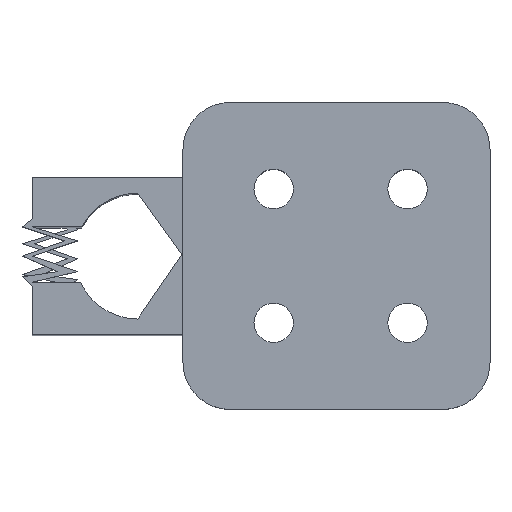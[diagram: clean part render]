
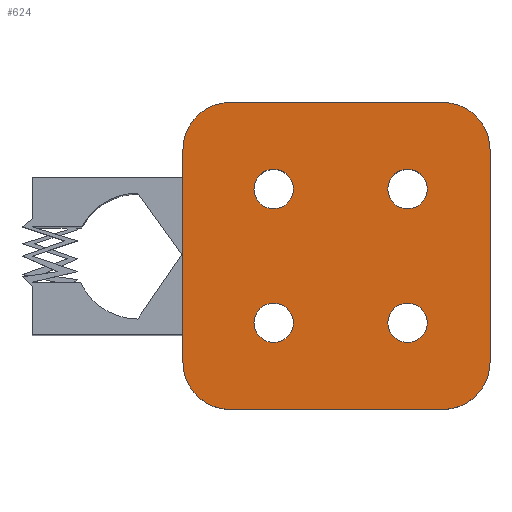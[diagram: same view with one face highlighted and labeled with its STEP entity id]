
A CAD part, top view. The second image highlights one B-rep face of the part: STEP entity #624.
In plain terms, the highlighted planar face has unit normal (0, 0, 1).
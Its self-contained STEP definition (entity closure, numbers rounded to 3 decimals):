
#624=ADVANCED_FACE('',(#1345,#1347,#1349,#1351,#1353),#1355,.T.);
#1345=FACE_BOUND('',#1346,.T.);
#1346=EDGE_LOOP('',(#1987,#1988,#1989,#1990,#1991,#1992,#1993,#1994));
#1347=FACE_BOUND('',#1348,.T.);
#1348=EDGE_LOOP('',(#1995));
#1349=FACE_BOUND('',#1350,.T.);
#1350=EDGE_LOOP('',(#1996));
#1351=FACE_BOUND('',#1352,.T.);
#1352=EDGE_LOOP('',(#1997));
#1353=FACE_BOUND('',#1354,.T.);
#1354=EDGE_LOOP('',(#1998));
#1355=PLANE('',#1356);
#1356=AXIS2_PLACEMENT_3D('',#1357,#1358,#1359);
#1357=CARTESIAN_POINT('',(0.,0.,34.));
#1358=DIRECTION('',(0.,0.,1.));
#1359=DIRECTION('',(-1.,0.,0.));
#1987=ORIENTED_EDGE('',*,*,#2352,.F.);
#1988=ORIENTED_EDGE('',*,*,#2353,.T.);
#1989=ORIENTED_EDGE('',*,*,#2354,.F.);
#1990=ORIENTED_EDGE('',*,*,#2355,.T.);
#1991=ORIENTED_EDGE('',*,*,#2349,.F.);
#1992=ORIENTED_EDGE('',*,*,#2297,.T.);
#1993=ORIENTED_EDGE('',*,*,#2351,.F.);
#1994=ORIENTED_EDGE('',*,*,#2356,.T.);
#1995=ORIENTED_EDGE('',*,*,#2357,.T.);
#1996=ORIENTED_EDGE('',*,*,#2358,.T.);
#1997=ORIENTED_EDGE('',*,*,#2359,.T.);
#1998=ORIENTED_EDGE('',*,*,#2360,.T.);
#2297=EDGE_CURVE('',#2690,#2699,#2701,.T.);
#2349=EDGE_CURVE('',#2690,#2787,#2789,.F.);
#2351=EDGE_CURVE('',#2790,#2699,#2792,.F.);
#2352=EDGE_CURVE('',#2793,#2794,#2795,.F.);
#2353=EDGE_CURVE('',#2793,#2796,#2797,.T.);
#2354=EDGE_CURVE('',#2798,#2796,#2799,.F.);
#2355=EDGE_CURVE('',#2798,#2787,#2800,.T.);
#2356=EDGE_CURVE('',#2790,#2794,#2801,.T.);
#2357=EDGE_CURVE('',#2802,#2802,#2803,.F.);
#2358=EDGE_CURVE('',#2804,#2804,#2805,.F.);
#2359=EDGE_CURVE('',#2806,#2806,#2807,.F.);
#2360=EDGE_CURVE('',#2808,#2808,#2809,.F.);
#2690=VERTEX_POINT('',#3586);
#2699=VERTEX_POINT('',#3607);
#2701=LINE('',#3611,#3612);
#2787=VERTEX_POINT('',#3880);
#2789=CIRCLE('',#3884,3.);
#2790=VERTEX_POINT('',#3888);
#2792=CIRCLE('',#3892,3.);
#2793=VERTEX_POINT('',#3896);
#2794=VERTEX_POINT('',#3897);
#2795=CIRCLE('',#3898,3.);
#2796=VERTEX_POINT('',#3902);
#2797=LINE('',#3903,#3904);
#2798=VERTEX_POINT('',#3906);
#2799=CIRCLE('',#3907,3.);
#2800=LINE('',#3911,#3912);
#2801=LINE('',#3914,#3915);
#2802=VERTEX_POINT('',#3917);
#2803=CIRCLE('',#3918,1.25);
#2804=VERTEX_POINT('',#3922);
#2805=CIRCLE('',#3923,1.25);
#2806=VERTEX_POINT('',#3927);
#2807=CIRCLE('',#3928,1.25);
#2808=VERTEX_POINT('',#3932);
#2809=CIRCLE('',#3933,1.25);
#3586=CARTESIAN_POINT('',(-15.441,6.75,34.));
#3607=CARTESIAN_POINT('',(-15.441,-6.75,34.));
#3611=CARTESIAN_POINT('',(-15.441,6.75,34.));
#3612=VECTOR('',#3613,1.);
#3613=DIRECTION('',(0.,-1.,0.));
#3880=CARTESIAN_POINT('',(-12.441,9.75,34.));
#3884=AXIS2_PLACEMENT_3D('',#3885,#3886,#3887);
#3885=CARTESIAN_POINT('',(-12.441,6.75,34.));
#3886=DIRECTION('',(0.,0.,1.));
#3887=DIRECTION('',(0.,1.,0.));
#3888=CARTESIAN_POINT('',(-12.441,-9.75,34.));
#3892=AXIS2_PLACEMENT_3D('',#3893,#3894,#3895);
#3893=CARTESIAN_POINT('',(-12.441,-6.75,34.));
#3894=DIRECTION('',(0.,0.,1.));
#3895=DIRECTION('',(-1.,0.,0.));
#3896=CARTESIAN_POINT('',(4.059,-6.75,34.));
#3897=CARTESIAN_POINT('',(1.059,-9.75,34.));
#3898=AXIS2_PLACEMENT_3D('',#3899,#3900,#3901);
#3899=CARTESIAN_POINT('',(1.059,-6.75,34.));
#3900=DIRECTION('',(0.,0.,1.));
#3901=DIRECTION('',(0.,-1.,0.));
#3902=CARTESIAN_POINT('',(4.059,6.75,34.));
#3903=CARTESIAN_POINT('',(4.059,-6.75,34.));
#3904=VECTOR('',#3905,1.);
#3905=DIRECTION('',(0.,1.,0.));
#3906=CARTESIAN_POINT('',(1.059,9.75,34.));
#3907=AXIS2_PLACEMENT_3D('',#3908,#3909,#3910);
#3908=CARTESIAN_POINT('',(1.059,6.75,34.));
#3909=DIRECTION('',(0.,0.,1.));
#3910=DIRECTION('',(1.,0.,0.));
#3911=CARTESIAN_POINT('',(1.059,9.75,34.));
#3912=VECTOR('',#3913,1.);
#3913=DIRECTION('',(-1.,0.,0.));
#3914=CARTESIAN_POINT('',(-12.441,-9.75,34.));
#3915=VECTOR('',#3916,1.);
#3916=DIRECTION('',(1.,0.,0.));
#3917=CARTESIAN_POINT('',(-1.179,-5.5,34.));
#3918=AXIS2_PLACEMENT_3D('',#3919,#3920,#3921);
#3919=CARTESIAN_POINT('',(-1.179,-4.25,34.));
#3920=DIRECTION('',(0.,0.,1.));
#3921=DIRECTION('',(0.,-1.,0.));
#3922=CARTESIAN_POINT('',(-10.929,-4.25,34.));
#3923=AXIS2_PLACEMENT_3D('',#3924,#3925,#3926);
#3924=CARTESIAN_POINT('',(-9.679,-4.25,34.));
#3925=DIRECTION('',(0.,0.,1.));
#3926=DIRECTION('',(-1.,0.,0.));
#3927=CARTESIAN_POINT('',(-10.929,4.25,34.));
#3928=AXIS2_PLACEMENT_3D('',#3929,#3930,#3931);
#3929=CARTESIAN_POINT('',(-9.679,4.25,34.));
#3930=DIRECTION('',(0.,0.,1.));
#3931=DIRECTION('',(-1.,0.,0.));
#3932=CARTESIAN_POINT('',(-2.429,4.25,34.));
#3933=AXIS2_PLACEMENT_3D('',#3934,#3935,#3936);
#3934=CARTESIAN_POINT('',(-1.179,4.25,34.));
#3935=DIRECTION('',(0.,0.,1.));
#3936=DIRECTION('',(-1.,0.,0.));
